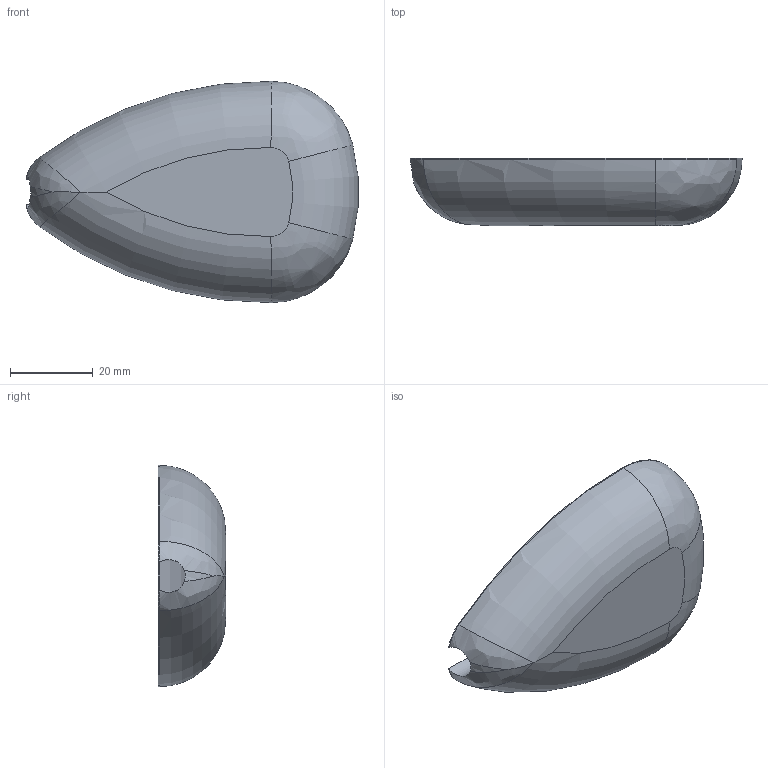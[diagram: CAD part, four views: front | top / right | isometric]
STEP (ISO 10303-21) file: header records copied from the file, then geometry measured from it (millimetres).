
FILE_DESCRIPTION(/* description */ (''),/* implementation_level */ '2;1');
FILE_NAME(/* name */ 'bottom.stp',/* time_stamp */ '2021-10-12T21:20:51+01:00',/* author */ (''),/* organization */ (''),/* preprocessor_version */ 'ST-DEVELOPER v18.1',/* originating_system */ 'Autodesk Translation Framework v10.10.0.1391',/* authorisation */ '');
FILE_SCHEMA (('AUTOMOTIVE_DESIGN { 1 0 10303 214 3 1 1 }'));
Length unit declared in the file: millimetre
Products named in the file (1): bottom
Bounding box: 80.38 x 16.25 x 53.58 mm (x, y, z)
Volume: 5103.9 mm3; surface area: 10448.2 mm2
Topology: 1 solids, 1 shells, 36 faces, 88 edges, 54 vertices
Faces by surface type: cylinder 18, bspline 8, torus 6, plane 4
Entity records: 1473 total; most frequent: CARTESIAN_POINT 623, ORIENTED_EDGE 176, DIRECTION 172, EDGE_CURVE 88, AXIS2_PLACEMENT_3D 77, VERTEX_POINT 54, CIRCLE 48, FACE_OUTER_BOUND 36
